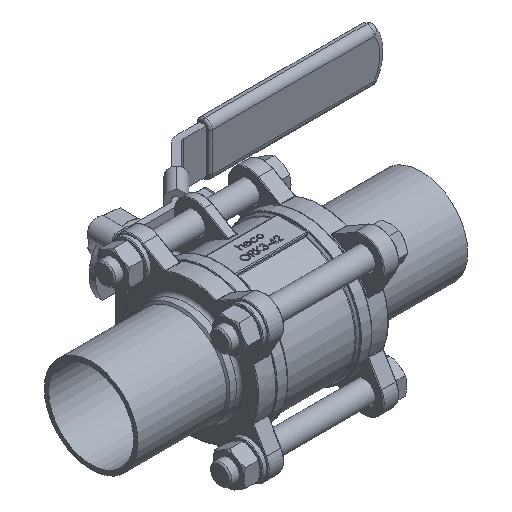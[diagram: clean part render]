
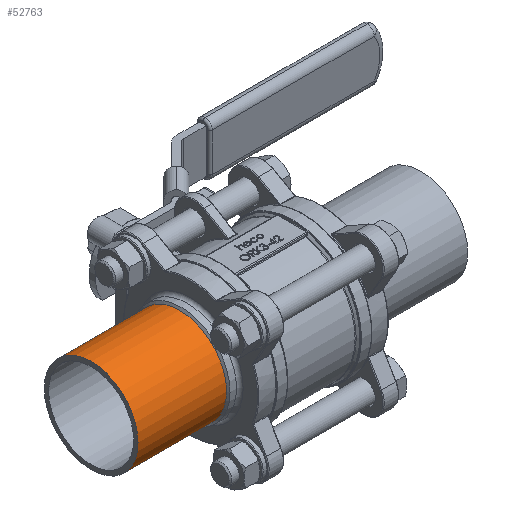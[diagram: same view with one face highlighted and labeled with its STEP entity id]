
A CAD part, isometric view. The second image highlights one B-rep face of the part: STEP entity #52763.
In plain terms, the highlighted cylindrical face has radius 21.2 mm (diameter 42.4 mm), a full revolution.
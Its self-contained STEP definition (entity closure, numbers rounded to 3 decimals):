
#949 = AXIS2_PLACEMENT_3D ( 'NONE', #35718, #35719, #35720 ) ;
#11349 = EDGE_LOOP ( 'NONE', ( #12509 ) ) ;
#11350 = EDGE_LOOP ( 'NONE', ( #12527 ) ) ;
#12509 = ORIENTED_EDGE ( 'NONE', *, *, #49895, .F. ) ;
#12527 = ORIENTED_EDGE ( 'NONE', *, *, #49825, .T. ) ;
#26513 = AXIS2_PLACEMENT_3D ( 'NONE', #27893, #27894, #27895 ) ;
#26537 = AXIS2_PLACEMENT_3D ( 'NONE', #31383, #31385, #31387 ) ;
#27893 = CARTESIAN_POINT ( 'NONE',  ( -34.5, 0., 0. ) ) ;
#27894 = DIRECTION ( 'NONE',  ( -1., 0., 0. ) ) ;
#27895 = DIRECTION ( 'NONE',  ( 0., 0., 1. ) ) ;
#27964 = CIRCLE ( 'NONE', #26537, 21.2 ) ;
#29660 = CYLINDRICAL_SURFACE ( 'NONE', #949, 21.2 ) ;
#31383 = CARTESIAN_POINT ( 'NONE',  ( -74.5, 0., 0. ) ) ;
#31385 = DIRECTION ( 'NONE',  ( -1., 0., 0. ) ) ;
#31387 = DIRECTION ( 'NONE',  ( 0., 0., 1. ) ) ;
#35718 = CARTESIAN_POINT ( 'NONE',  ( 10.627, 0., 0. ) ) ;
#35719 = DIRECTION ( 'NONE',  ( -1., 0., 0. ) ) ;
#35720 = DIRECTION ( 'NONE',  ( 0., 0., 1. ) ) ;
#43540 = CARTESIAN_POINT ( 'NONE',  ( -34.5, 0., 21.2 ) ) ;
#43545 = CARTESIAN_POINT ( 'NONE',  ( -74.5, 0., 21.2 ) ) ;
#43877 = VERTEX_POINT ( 'NONE', #43540 ) ;
#43887 = VERTEX_POINT ( 'NONE', #43545 ) ;
#49825 = EDGE_CURVE ( 'NONE', #43877, #43877, #56036, .T. ) ;
#49895 = EDGE_CURVE ( 'NONE', #43887, #43887, #27964, .T. ) ;
#52763 = ADVANCED_FACE ( 'NONE', ( #55191, #55188 ), #29660, .T. ) ;
#55188 = FACE_OUTER_BOUND ( 'NONE', #11350, .T. ) ;
#55191 = FACE_OUTER_BOUND ( 'NONE', #11349, .T. ) ;
#56036 = CIRCLE ( 'NONE', #26513, 21.2 ) ;
